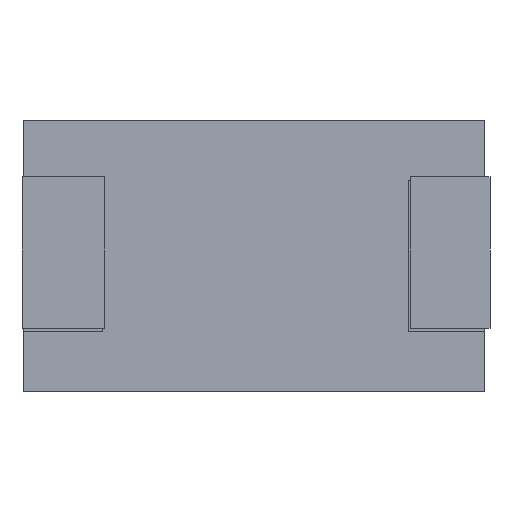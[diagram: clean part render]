
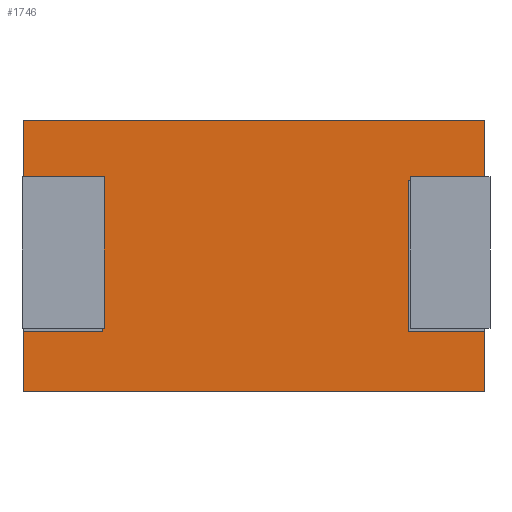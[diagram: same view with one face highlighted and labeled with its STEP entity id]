
A CAD part, front view. The second image highlights one B-rep face of the part: STEP entity #1746.
In plain terms, the highlighted planar face has unit normal (0, -1, 0).
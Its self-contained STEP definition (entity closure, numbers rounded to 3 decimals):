
#14 = CARTESIAN_POINT ( 'NONE',  ( -0.033, 0.04, -1.255 ) ) ;
#17 = EDGE_CURVE ( 'NONE', #473, #425, #1005, .T. ) ;
#33 = VERTEX_POINT ( 'NONE', #348 ) ;
#34 = CARTESIAN_POINT ( 'NONE',  ( 2.408, 0.04, -0.055 ) ) ;
#79 = DIRECTION ( 'NONE',  ( -1., 0., 0. ) ) ;
#109 = LINE ( 'NONE', #242, #1272 ) ;
#144 = ORIENTED_EDGE ( 'NONE', *, *, #437, .F. ) ;
#155 = ORIENTED_EDGE ( 'NONE', *, *, #1132, .T. ) ;
#156 = DIRECTION ( 'NONE',  ( 1., 0., 0. ) ) ;
#157 = ORIENTED_EDGE ( 'NONE', *, *, #661, .F. ) ;
#211 = LINE ( 'NONE', #475, #263 ) ;
#231 = DIRECTION ( 'NONE',  ( 0., 0., 1. ) ) ;
#242 = CARTESIAN_POINT ( 'NONE',  ( -2.433, 0.04, -0.055 ) ) ;
#252 = CARTESIAN_POINT ( 'NONE',  ( -2.433, 0.04, -1.255 ) ) ;
#263 = VECTOR ( 'NONE', #1289, 1000. ) ;
#271 = VERTEX_POINT ( 'NONE', #663 ) ;
#277 = EDGE_CURVE ( 'NONE', #1164, #1140, #1102, .T. ) ;
#309 = DIRECTION ( 'NONE',  ( 0., 0., -1. ) ) ;
#331 = CARTESIAN_POINT ( 'NONE',  ( -0.033, 0.04, -0.055 ) ) ;
#339 = VECTOR ( 'NONE', #1115, 1000. ) ;
#346 = LINE ( 'NONE', #1441, #1705 ) ;
#348 = CARTESIAN_POINT ( 'NONE',  ( 2.441, 0.04, 1.145 ) ) ;
#373 = VERTEX_POINT ( 'NONE', #710 ) ;
#374 = DIRECTION ( 'NONE',  ( 0., 0., 1. ) ) ;
#388 = EDGE_CURVE ( 'NONE', #271, #373, #995, .T. ) ;
#391 = CARTESIAN_POINT ( 'NONE',  ( -2.4, 0.04, 1.2 ) ) ;
#397 = EDGE_CURVE ( 'NONE', #1623, #1575, #1277, .T. ) ;
#414 = CARTESIAN_POINT ( 'NONE',  ( -2.4, 0.04, -0.055 ) ) ;
#425 = VERTEX_POINT ( 'NONE', #832 ) ;
#436 = LINE ( 'NONE', #1407, #723 ) ;
#437 = EDGE_CURVE ( 'NONE', #831, #1575, #436, .T. ) ;
#459 = FACE_OUTER_BOUND ( 'NONE', #626, .T. ) ;
#473 = VERTEX_POINT ( 'NONE', #1555 ) ;
#475 = CARTESIAN_POINT ( 'NONE',  ( -0.033, 0.04, 1.145 ) ) ;
#501 = LINE ( 'NONE', #648, #1007 ) ;
#526 = DIRECTION ( 'NONE',  ( 0., 0., -1. ) ) ;
#530 = VECTOR ( 'NONE', #526, 1000. ) ;
#539 = ORIENTED_EDGE ( 'NONE', *, *, #759, .T. ) ;
#543 = CARTESIAN_POINT ( 'NONE',  ( -3.683, 0.04, -2.205 ) ) ;
#560 = VECTOR ( 'NONE', #1537, 1000. ) ;
#561 = DIRECTION ( 'NONE',  ( 0., 0., 1. ) ) ;
#564 = LINE ( 'NONE', #1673, #339 ) ;
#565 = ORIENTED_EDGE ( 'NONE', *, *, #702, .F. ) ;
#573 = EDGE_CURVE ( 'NONE', #33, #271, #211, .T. ) ;
#585 = VECTOR ( 'NONE', #79, 1000. ) ;
#626 = EDGE_LOOP ( 'NONE', ( #539, #1536, #144, #1234, #1708, #1703, #909, #155, #565, #719, #994, #157, #680, #742, #1459, #1078 ) ) ;
#648 = CARTESIAN_POINT ( 'NONE',  ( 2.441, 0.04, -0.055 ) ) ;
#661 = EDGE_CURVE ( 'NONE', #733, #886, #713, .T. ) ;
#662 = LINE ( 'NONE', #1592, #671 ) ;
#663 = CARTESIAN_POINT ( 'NONE',  ( 2.408, 0.04, 1.145 ) ) ;
#665 = CARTESIAN_POINT ( 'NONE',  ( -0.033, 0.04, -1.2 ) ) ;
#671 = VECTOR ( 'NONE', #156, 1000. ) ;
#680 = ORIENTED_EDGE ( 'NONE', *, *, #1656, .F. ) ;
#702 = EDGE_CURVE ( 'NONE', #807, #1276, #109, .T. ) ;
#707 = LINE ( 'NONE', #1257, #1554 ) ;
#710 = CARTESIAN_POINT ( 'NONE',  ( 2.408, 0.04, -1.255 ) ) ;
#713 = LINE ( 'NONE', #1694, #585 ) ;
#719 = ORIENTED_EDGE ( 'NONE', *, *, #1318, .F. ) ;
#723 = VECTOR ( 'NONE', #309, 1000. ) ;
#726 = VECTOR ( 'NONE', #1081, 1000. ) ;
#733 = VERTEX_POINT ( 'NONE', #1177 ) ;
#742 = ORIENTED_EDGE ( 'NONE', *, *, #899, .F. ) ;
#759 = EDGE_CURVE ( 'NONE', #33, #1623, #501, .T. ) ;
#807 = VERTEX_POINT ( 'NONE', #252 ) ;
#812 = VECTOR ( 'NONE', #561, 1000. ) ;
#827 = LINE ( 'NONE', #1373, #812 ) ;
#831 = VERTEX_POINT ( 'NONE', #1170 ) ;
#832 = CARTESIAN_POINT ( 'NONE',  ( -3.683, 0.04, 2.095 ) ) ;
#835 = VERTEX_POINT ( 'NONE', #916 ) ;
#865 = CARTESIAN_POINT ( 'NONE',  ( -0.033, 0.04, 1.2 ) ) ;
#877 = DIRECTION ( 'NONE',  ( 1., 0., 0. ) ) ;
#886 = VERTEX_POINT ( 'NONE', #543 ) ;
#899 = EDGE_CURVE ( 'NONE', #373, #835, #1103, .T. ) ;
#909 = ORIENTED_EDGE ( 'NONE', *, *, #277, .T. ) ;
#916 = CARTESIAN_POINT ( 'NONE',  ( 3.617, 0.04, -1.255 ) ) ;
#988 = DIRECTION ( 'NONE',  ( 0., 0., -1. ) ) ;
#994 = ORIENTED_EDGE ( 'NONE', *, *, #1282, .F. ) ;
#995 = LINE ( 'NONE', #34, #1670 ) ;
#1005 = LINE ( 'NONE', #1141, #1442 ) ;
#1007 = VECTOR ( 'NONE', #374, 1000. ) ;
#1035 = DIRECTION ( 'NONE',  ( 0., 0., 1. ) ) ;
#1062 = CARTESIAN_POINT ( 'NONE',  ( -3.683, 0.04, -1.255 ) ) ;
#1078 = ORIENTED_EDGE ( 'NONE', *, *, #573, .F. ) ;
#1081 = DIRECTION ( 'NONE',  ( -1., 0., 0. ) ) ;
#1087 = DIRECTION ( 'NONE',  ( 0., 0., -1. ) ) ;
#1102 = LINE ( 'NONE', #414, #530 ) ;
#1103 = LINE ( 'NONE', #14, #1131 ) ;
#1115 = DIRECTION ( 'NONE',  ( 1., 0., 0. ) ) ;
#1131 = VECTOR ( 'NONE', #1490, 1000. ) ;
#1132 = EDGE_CURVE ( 'NONE', #1140, #1276, #1198, .T. ) ;
#1140 = VERTEX_POINT ( 'NONE', #1614 ) ;
#1141 = CARTESIAN_POINT ( 'NONE',  ( -3.683, 0.04, 2.095 ) ) ;
#1164 = VERTEX_POINT ( 'NONE', #391 ) ;
#1170 = CARTESIAN_POINT ( 'NONE',  ( 3.617, 0.04, 2.095 ) ) ;
#1177 = CARTESIAN_POINT ( 'NONE',  ( 3.617, 0.04, -2.205 ) ) ;
#1198 = LINE ( 'NONE', #665, #726 ) ;
#1234 = ORIENTED_EDGE ( 'NONE', *, *, #1469, .F. ) ;
#1257 = CARTESIAN_POINT ( 'NONE',  ( 3.617, 0.04, -2.205 ) ) ;
#1272 = VECTOR ( 'NONE', #1035, 1000. ) ;
#1276 = VERTEX_POINT ( 'NONE', #1680 ) ;
#1277 = LINE ( 'NONE', #865, #560 ) ;
#1282 = EDGE_CURVE ( 'NONE', #886, #1433, #827, .T. ) ;
#1289 = DIRECTION ( 'NONE',  ( -1., 0., 0. ) ) ;
#1318 = EDGE_CURVE ( 'NONE', #1433, #807, #346, .T. ) ;
#1373 = CARTESIAN_POINT ( 'NONE',  ( -3.683, 0.04, 2.095 ) ) ;
#1401 = DIRECTION ( 'NONE',  ( 0., 0., 1. ) ) ;
#1407 = CARTESIAN_POINT ( 'NONE',  ( 3.617, 0.04, -2.205 ) ) ;
#1412 = AXIS2_PLACEMENT_3D ( 'NONE', #331, #1439, #231 ) ;
#1433 = VERTEX_POINT ( 'NONE', #1062 ) ;
#1439 = DIRECTION ( 'NONE',  ( 0., 1., 0. ) ) ;
#1441 = CARTESIAN_POINT ( 'NONE',  ( -0.033, 0.04, -1.255 ) ) ;
#1442 = VECTOR ( 'NONE', #1401, 1000. ) ;
#1459 = ORIENTED_EDGE ( 'NONE', *, *, #388, .F. ) ;
#1469 = EDGE_CURVE ( 'NONE', #425, #831, #662, .T. ) ;
#1490 = DIRECTION ( 'NONE',  ( 1., 0., 0. ) ) ;
#1505 = CARTESIAN_POINT ( 'NONE',  ( 2.441, 0.04, 1.2 ) ) ;
#1517 = CARTESIAN_POINT ( 'NONE',  ( 3.617, 0.04, 1.2 ) ) ;
#1536 = ORIENTED_EDGE ( 'NONE', *, *, #397, .T. ) ;
#1537 = DIRECTION ( 'NONE',  ( 1., 0., 0. ) ) ;
#1543 = PLANE ( 'NONE',  #1412 ) ;
#1554 = VECTOR ( 'NONE', #1087, 1000. ) ;
#1555 = CARTESIAN_POINT ( 'NONE',  ( -3.683, 0.04, 1.2 ) ) ;
#1575 = VERTEX_POINT ( 'NONE', #1517 ) ;
#1592 = CARTESIAN_POINT ( 'NONE',  ( 3.617, 0.04, 2.095 ) ) ;
#1599 = EDGE_CURVE ( 'NONE', #473, #1164, #564, .T. ) ;
#1614 = CARTESIAN_POINT ( 'NONE',  ( -2.4, 0.04, -1.2 ) ) ;
#1623 = VERTEX_POINT ( 'NONE', #1505 ) ;
#1656 = EDGE_CURVE ( 'NONE', #835, #733, #707, .T. ) ;
#1670 = VECTOR ( 'NONE', #988, 1000. ) ;
#1673 = CARTESIAN_POINT ( 'NONE',  ( -0.033, 0.04, 1.2 ) ) ;
#1680 = CARTESIAN_POINT ( 'NONE',  ( -2.433, 0.04, -1.2 ) ) ;
#1694 = CARTESIAN_POINT ( 'NONE',  ( -3.683, 0.04, -2.205 ) ) ;
#1703 = ORIENTED_EDGE ( 'NONE', *, *, #1599, .T. ) ;
#1705 = VECTOR ( 'NONE', #877, 1000. ) ;
#1708 = ORIENTED_EDGE ( 'NONE', *, *, #17, .F. ) ;
#1746 = ADVANCED_FACE ( 'NONE', ( #459 ), #1543, .F. ) ;
